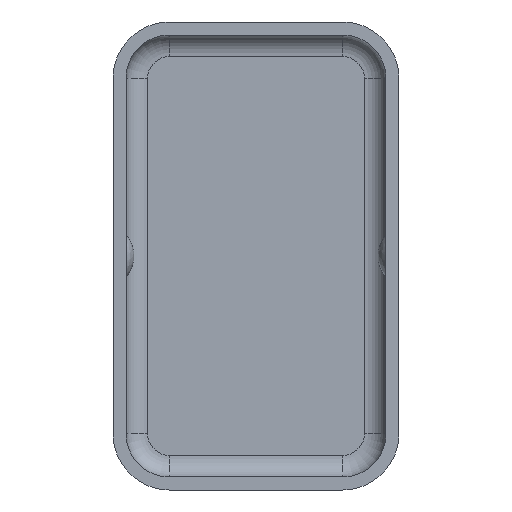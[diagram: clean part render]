
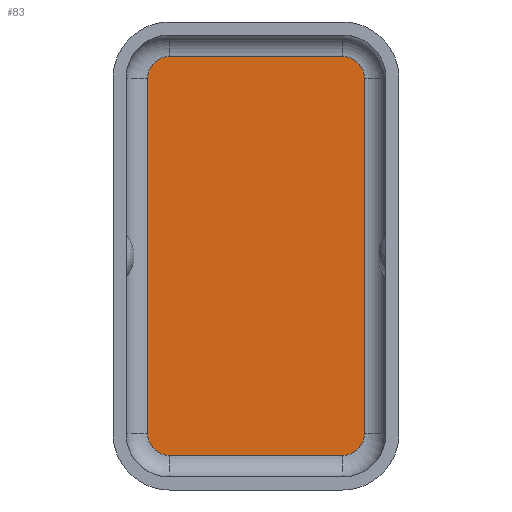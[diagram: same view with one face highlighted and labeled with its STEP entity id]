
A CAD part, front view. The second image highlights one B-rep face of the part: STEP entity #83.
In plain terms, the highlighted planar face has unit normal (0, -1, 0).
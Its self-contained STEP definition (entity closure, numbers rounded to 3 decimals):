
#83 = ADVANCED_FACE( 'NONE', ( #190 ), #191, .T. );
#190 = FACE_OUTER_BOUND( '', #363, .T. );
#191 = PLANE( '', #364 );
#363 = EDGE_LOOP( '', ( #571, #572, #573, #574, #575, #576, #577, #578 ) );
#364 = AXIS2_PLACEMENT_3D( '', #579, #580, #581 );
#571 = ORIENTED_EDGE( '', *, *, #854, .F. );
#572 = ORIENTED_EDGE( '', *, *, #855, .F. );
#573 = ORIENTED_EDGE( '', *, *, #856, .F. );
#574 = ORIENTED_EDGE( '', *, *, #857, .T. );
#575 = ORIENTED_EDGE( '', *, *, #858, .T. );
#576 = ORIENTED_EDGE( '', *, *, #859, .F. );
#577 = ORIENTED_EDGE( '', *, *, #860, .T. );
#578 = ORIENTED_EDGE( '', *, *, #825, .T. );
#579 = CARTESIAN_POINT( '', ( 2., 0., -4.1 ) );
#580 = DIRECTION( '', ( 0., -1., 0. ) );
#581 = DIRECTION( '', ( 0., 0., -1. ) );
#825 = EDGE_CURVE( 'NONE', #959, #957, #960, .T. );
#854 = EDGE_CURVE( 'NONE', #1005, #957, #1006, .T. );
#855 = EDGE_CURVE( 'NONE', #1007, #1005, #1008, .T. );
#856 = EDGE_CURVE( 'NONE', #1009, #1007, #1010, .T. );
#857 = EDGE_CURVE( 'NONE', #1009, #1011, #1012, .T. );
#858 = EDGE_CURVE( 'NONE', #1011, #1013, #1014, .T. );
#859 = EDGE_CURVE( 'NONE', #1015, #1013, #1016, .T. );
#860 = EDGE_CURVE( 'NONE', #1015, #959, #1017, .T. );
#957 = VERTEX_POINT( 'NONE', #1134 );
#959 = VERTEX_POINT( 'NONE', #1136 );
#960 = CIRCLE( '', #1137, 0.5 );
#1005 = VERTEX_POINT( 'NONE', #1198 );
#1006 = LINE( '', #1199, #1200 );
#1007 = VERTEX_POINT( 'NONE', #1201 );
#1008 = CIRCLE( '', #1202, 0.5 );
#1009 = VERTEX_POINT( 'NONE', #1203 );
#1010 = LINE( '', #1204, #1205 );
#1011 = VERTEX_POINT( 'NONE', #1206 );
#1012 = CIRCLE( '', #1207, 0.5 );
#1013 = VERTEX_POINT( 'NONE', #1208 );
#1014 = LINE( '', #1209, #1210 );
#1015 = VERTEX_POINT( 'NONE', #1211 );
#1016 = CIRCLE( '', #1212, 0.5 );
#1017 = LINE( '', #1213, #1214 );
#1134 = CARTESIAN_POINT( '', ( -2., 0., -4.6 ) );
#1136 = CARTESIAN_POINT( '', ( -2.5, 0., -4.1 ) );
#1137 = AXIS2_PLACEMENT_3D( '', #1354, #1355, #1356 );
#1198 = CARTESIAN_POINT( '', ( 2., 0., -4.6 ) );
#1199 = CARTESIAN_POINT( '', ( 2., 0., -4.6 ) );
#1200 = VECTOR( '', #1388, 1000. );
#1201 = CARTESIAN_POINT( '', ( 2.5, 0., -4.1 ) );
#1202 = AXIS2_PLACEMENT_3D( '', #1389, #1390, #1391 );
#1203 = CARTESIAN_POINT( '', ( 2.5, 0., 4.1 ) );
#1204 = CARTESIAN_POINT( '', ( 2.5, 0., 0. ) );
#1205 = VECTOR( '', #1392, 1000. );
#1206 = CARTESIAN_POINT( '', ( 2., 0., 4.6 ) );
#1207 = AXIS2_PLACEMENT_3D( '', #1393, #1394, #1395 );
#1208 = CARTESIAN_POINT( '', ( -2., 0., 4.6 ) );
#1209 = CARTESIAN_POINT( '', ( 2., 0., 4.6 ) );
#1210 = VECTOR( '', #1396, 1000. );
#1211 = CARTESIAN_POINT( '', ( -2.5, 0., 4.1 ) );
#1212 = AXIS2_PLACEMENT_3D( '', #1397, #1398, #1399 );
#1213 = CARTESIAN_POINT( '', ( -2.5, 0., 0. ) );
#1214 = VECTOR( '', #1400, 1000. );
#1354 = CARTESIAN_POINT( '', ( -2., 0., -4.1 ) );
#1355 = DIRECTION( '', ( 0., -1., 0. ) );
#1356 = DIRECTION( '', ( 0., 0., 1. ) );
#1388 = DIRECTION( '', ( -1., 0., 0. ) );
#1389 = CARTESIAN_POINT( '', ( 2., 0., -4.1 ) );
#1390 = DIRECTION( '', ( 0., 1., 0. ) );
#1391 = DIRECTION( '', ( 0., 0., 1. ) );
#1392 = DIRECTION( '', ( 0., 0., -1. ) );
#1393 = CARTESIAN_POINT( '', ( 2., 0., 4.1 ) );
#1394 = DIRECTION( '', ( 0., -1., 0. ) );
#1395 = DIRECTION( '', ( 0., 0., -1. ) );
#1396 = DIRECTION( '', ( -1., 0., 0. ) );
#1397 = CARTESIAN_POINT( '', ( -2., 0., 4.1 ) );
#1398 = DIRECTION( '', ( 0., 1., 0. ) );
#1399 = DIRECTION( '', ( 0., 0., -1. ) );
#1400 = DIRECTION( '', ( 0., 0., -1. ) );
